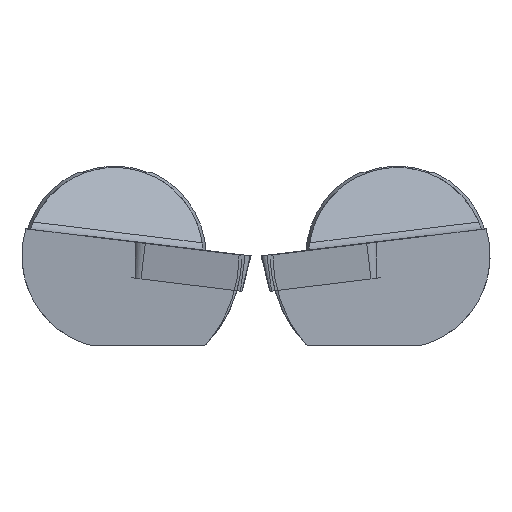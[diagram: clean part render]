
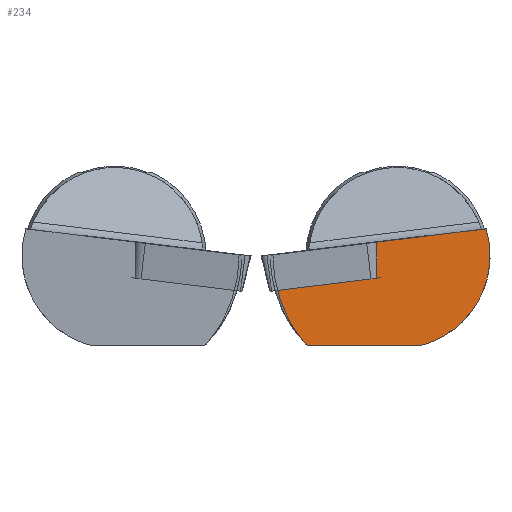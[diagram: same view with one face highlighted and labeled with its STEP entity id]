
A CAD part, left-side view. The second image highlights one B-rep face of the part: STEP entity #234.
In plain terms, the highlighted planar face has unit normal (-0.999, -0.052, 0).
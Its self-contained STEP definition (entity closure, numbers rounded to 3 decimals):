
#234=ADVANCED_FACE('',(#332),#302,.F.);
#302=PLANE('',#1152);
#332=FACE_OUTER_BOUND('',#384,.T.);
#384=EDGE_LOOP('',(#564,#565,#566,#567,#568));
#468=LINE('',#1515,#516);
#469=LINE('',#1521,#517);
#516=VECTOR('',#1257,1.);
#517=VECTOR('',#1262,1.);
#564=ORIENTED_EDGE('',*,*,#984,.F.);
#565=ORIENTED_EDGE('',*,*,#985,.T.);
#566=ORIENTED_EDGE('',*,*,#986,.T.);
#567=ORIENTED_EDGE('',*,*,#987,.T.);
#568=ORIENTED_EDGE('',*,*,#988,.T.);
#876=VERTEX_POINT('',#1513);
#877=VERTEX_POINT('',#1514);
#878=VERTEX_POINT('',#1516);
#879=VERTEX_POINT('',#1518);
#880=VERTEX_POINT('',#1520);
#984=EDGE_CURVE('',#876,#877,#1140,.T.);
#985=EDGE_CURVE('',#876,#878,#468,.T.);
#986=EDGE_CURVE('',#878,#879,#1141,.T.);
#987=EDGE_CURVE('',#879,#880,#1142,.T.);
#988=EDGE_CURVE('',#880,#877,#469,.T.);
#1140=ELLIPSE('',#1149,6.108,6.1);
#1141=ELLIPSE('',#1150,9.035,8.982);
#1142=ELLIPSE('',#1151,8.361,8.35);
#1149=AXIS2_PLACEMENT_3D('',#1512,#1255,#1256);
#1150=AXIS2_PLACEMENT_3D('',#1517,#1258,#1259);
#1151=AXIS2_PLACEMENT_3D('',#1519,#1260,#1261);
#1152=AXIS2_PLACEMENT_3D('',#1522,#1263,#1264);
#1255=DIRECTION('',(0.999,0.052,0.));
#1256=DIRECTION('',(-0.052,0.999,0.));
#1257=DIRECTION('',(-0.052,0.991,-0.122));
#1258=DIRECTION('',(-0.999,-0.052,0.));
#1259=DIRECTION('',(0.052,-0.999,0.));
#1260=DIRECTION('',(-0.999,-0.052,0.));
#1261=DIRECTION('',(-0.052,0.999,0.));
#1262=DIRECTION('',(0.052,-0.999,0.));
#1263=DIRECTION('',(0.999,0.052,0.));
#1264=DIRECTION('',(0.052,-0.999,0.));
#1512=CARTESIAN_POINT('',(0.917,-9.279,0.051));
#1513=CARTESIAN_POINT('',(1.223,-15.115,1.826));
#1514=CARTESIAN_POINT('',(0.998,-10.828,-5.849));
#1515=CARTESIAN_POINT('',(0.371,1.139,-0.17));
#1516=CARTESIAN_POINT('',(0.489,-1.109,0.106));
#1517=CARTESIAN_POINT('',(0.962,-10.132,0.051));
#1518=CARTESIAN_POINT('',(0.589,-3.017,-5.473));
#1519=CARTESIAN_POINT('',(0.917,-9.279,0.051));
#1520=CARTESIAN_POINT('',(0.607,-3.37,-5.849));
#1521=CARTESIAN_POINT('',(0.505,-1.426,-5.849));
#1522=CARTESIAN_POINT('',(0.489,-1.109,-16.649));
